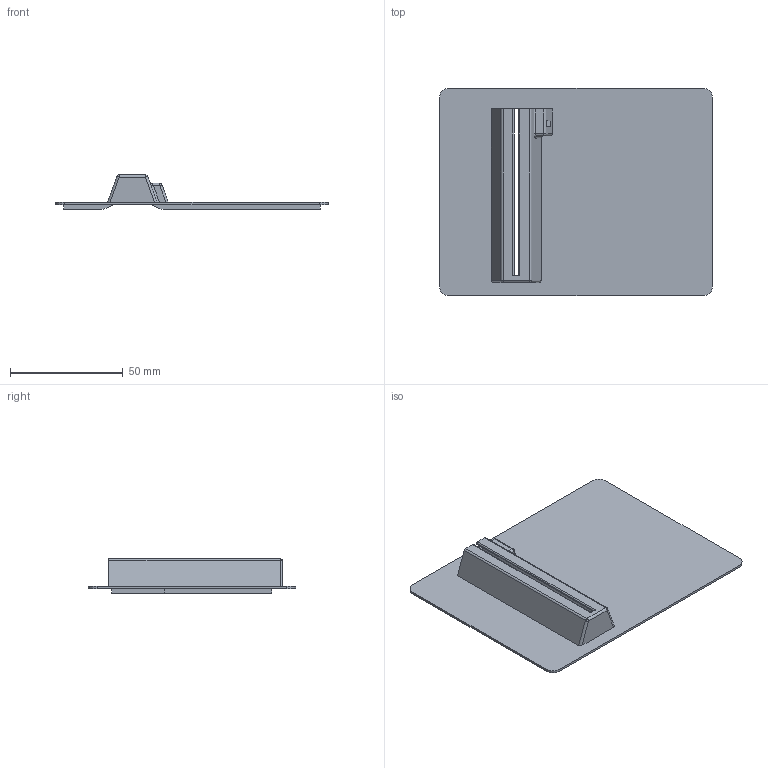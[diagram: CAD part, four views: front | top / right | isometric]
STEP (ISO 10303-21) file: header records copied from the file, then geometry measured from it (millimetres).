
FILE_DESCRIPTION(('CATIA V5 STEP Exchange'),'2;1');
FILE_NAME('soudure v2.stp','2020-07-01T08:59:56+00:00',('none'),('none'),'CATIA Version 5 Release 19 SP 2 (IN-10)','CATIA V5 STEP AP203','none');
FILE_SCHEMA(('CONFIG_CONTROL_DESIGN'));
Length unit declared in the file: millimetre
Products named in the file (1): Produit1_AllCATPart
Bounding box: 121 x 92 x 15.2 mm (x, y, z)
Volume: 33468.1 mm3; surface area: 29478.4 mm2
Topology: 2 solids, 2 shells, 89 faces, 248 edges, 161 vertices
Faces by surface type: plane 55, cylinder 28, sphere 3, extrusion 2, bspline 1
Entity records: 2925 total; most frequent: CARTESIAN_POINT 651, ORIENTED_EDGE 490, DIRECTION 400, EDGE_CURVE 245, VECTOR 186, LINE 184, VERTEX_POINT 161, AXIS2_PLACEMENT_3D 133
